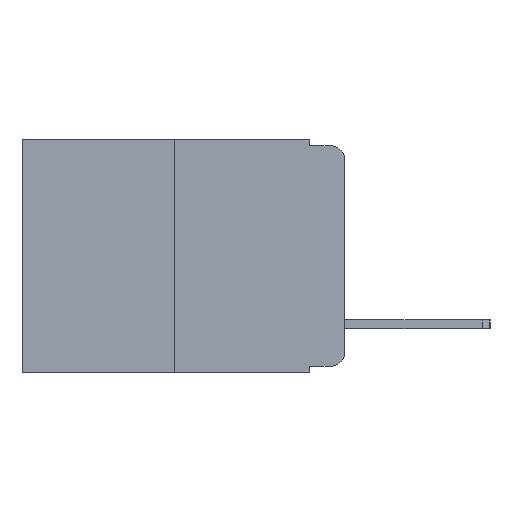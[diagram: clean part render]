
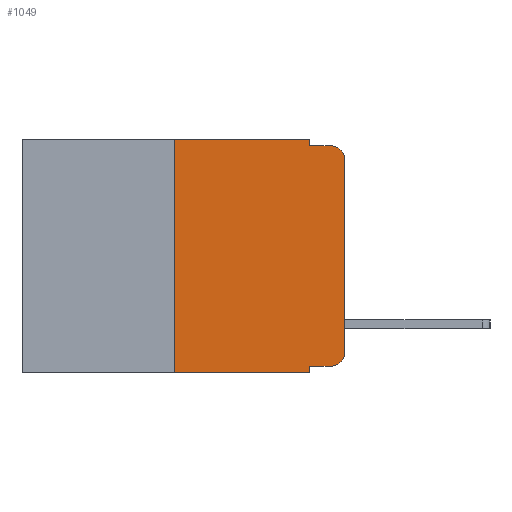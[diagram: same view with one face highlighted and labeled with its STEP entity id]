
A CAD part, left-side view. The second image highlights one B-rep face of the part: STEP entity #1049.
In plain terms, the highlighted planar face has unit normal (-1, 0, 0).
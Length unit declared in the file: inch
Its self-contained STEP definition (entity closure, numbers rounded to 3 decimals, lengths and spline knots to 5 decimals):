
#5 = LINE ( 'NONE', #6782, #17395 ) ;
#23 = EDGE_CURVE ( 'NONE', #18997, #3556, #1614, .T. ) ;
#1005 = VERTEX_POINT ( 'NONE', #21346 ) ;
#1049 = ADVANCED_FACE ( 'NONE', ( #22245 ), #13777, .F. ) ;
#1266 = LINE ( 'NONE', #3697, #6842 ) ;
#1614 = LINE ( 'NONE', #22390, #19607 ) ;
#1740 = CARTESIAN_POINT ( 'NONE',  ( 0., 0.051, -0.333 ) ) ;
#2588 = VERTEX_POINT ( 'NONE', #18329 ) ;
#2900 = ORIENTED_EDGE ( 'NONE', *, *, #13556, .T. ) ;
#3163 = VECTOR ( 'NONE', #14019, 39.37008 ) ;
#3286 = DIRECTION ( 'NONE',  ( 0., 0., -1. ) ) ;
#3432 = EDGE_CURVE ( 'NONE', #15954, #14149, #22302, .T. ) ;
#3459 = CARTESIAN_POINT ( 'NONE',  ( 0., 0., -0.313 ) ) ;
#3556 = VERTEX_POINT ( 'NONE', #14813 ) ;
#3697 = CARTESIAN_POINT ( 'NONE',  ( 0., 0.051, 0. ) ) ;
#4217 = DIRECTION ( 'NONE',  ( -1., 0., 0. ) ) ;
#4298 = DIRECTION ( 'NONE',  ( 1., 0., 0. ) ) ;
#4430 = EDGE_LOOP ( 'NONE', ( #9930, #14539, #6802, #9901, #19961, #5280, #11757, #7632, #12060, #2900 ) ) ;
#4536 = CARTESIAN_POINT ( 'NONE',  ( 0., 0.473, 0. ) ) ;
#5096 = VECTOR ( 'NONE', #19074, 39.37008 ) ;
#5280 = ORIENTED_EDGE ( 'NONE', *, *, #5639, .F. ) ;
#5639 = EDGE_CURVE ( 'NONE', #1005, #2588, #12066, .T. ) ;
#5821 = AXIS2_PLACEMENT_3D ( 'NONE', #14848, #4217, #16504 ) ;
#5948 = CARTESIAN_POINT ( 'NONE',  ( 0., 0.02, -0.333 ) ) ;
#6782 = CARTESIAN_POINT ( 'NONE',  ( 0., 0., 0. ) ) ;
#6802 = ORIENTED_EDGE ( 'NONE', *, *, #21239, .F. ) ;
#6842 = VECTOR ( 'NONE', #16040, 39.37008 ) ;
#7632 = ORIENTED_EDGE ( 'NONE', *, *, #23, .F. ) ;
#7904 = LINE ( 'NONE', #12266, #3163 ) ;
#8329 = AXIS2_PLACEMENT_3D ( 'NONE', #4536, #4298, #3286 ) ;
#8429 = EDGE_CURVE ( 'NONE', #2588, #20728, #7904, .T. ) ;
#8510 = EDGE_CURVE ( 'NONE', #18997, #19297, #11062, .T. ) ;
#9360 = CARTESIAN_POINT ( 'NONE',  ( 0., 0.02, -0.03 ) ) ;
#9446 = DIRECTION ( 'NONE',  ( 0., 0., 1. ) ) ;
#9901 = ORIENTED_EDGE ( 'NONE', *, *, #16879, .F. ) ;
#9930 = ORIENTED_EDGE ( 'NONE', *, *, #15556, .T. ) ;
#10767 = VECTOR ( 'NONE', #11692, 39.37008 ) ;
#11062 = LINE ( 'NONE', #19015, #18850 ) ;
#11149 = DIRECTION ( 'NONE',  ( 0., 0., -1. ) ) ;
#11291 = LINE ( 'NONE', #15038, #10767 ) ;
#11692 = DIRECTION ( 'NONE',  ( 0., -1., 0. ) ) ;
#11757 = ORIENTED_EDGE ( 'NONE', *, *, #17687, .T. ) ;
#12060 = ORIENTED_EDGE ( 'NONE', *, *, #8510, .T. ) ;
#12066 = LINE ( 'NONE', #19459, #20740 ) ;
#12232 = CIRCLE ( 'NONE', #5821, 0.02 ) ;
#12266 = CARTESIAN_POINT ( 'NONE',  ( 0., 0.473, 0. ) ) ;
#12472 = CARTESIAN_POINT ( 'NONE',  ( 0., 0.473, -0.343 ) ) ;
#13556 = EDGE_CURVE ( 'NONE', #19297, #17652, #12232, .T. ) ;
#13777 = PLANE ( 'NONE',  #8329 ) ;
#13891 = CARTESIAN_POINT ( 'NONE',  ( 0., 0.051, 0. ) ) ;
#14019 = DIRECTION ( 'NONE',  ( 0., -1., 0. ) ) ;
#14149 = VERTEX_POINT ( 'NONE', #16638 ) ;
#14500 = CARTESIAN_POINT ( 'NONE',  ( 0., 0., -0.03 ) ) ;
#14539 = ORIENTED_EDGE ( 'NONE', *, *, #3432, .T. ) ;
#14544 = LINE ( 'NONE', #12472, #5096 ) ;
#14813 = CARTESIAN_POINT ( 'NONE',  ( 0., 0.051, -0.343 ) ) ;
#14821 = CARTESIAN_POINT ( 'NONE',  ( 0., 0.051, -0.01 ) ) ;
#14848 = CARTESIAN_POINT ( 'NONE',  ( 0., 0.02, -0.313 ) ) ;
#15038 = CARTESIAN_POINT ( 'NONE',  ( 0., 0.051, -0.01 ) ) ;
#15556 = EDGE_CURVE ( 'NONE', #17652, #15954, #5, .T. ) ;
#15885 = DIRECTION ( 'NONE',  ( 0., -1., 0. ) ) ;
#15954 = VERTEX_POINT ( 'NONE', #14500 ) ;
#16040 = DIRECTION ( 'NONE',  ( 0., 0., -1. ) ) ;
#16504 = DIRECTION ( 'NONE',  ( 0., 0., -1. ) ) ;
#16638 = CARTESIAN_POINT ( 'NONE',  ( 0., 0.02, -0.01 ) ) ;
#16879 = EDGE_CURVE ( 'NONE', #20728, #21128, #1266, .T. ) ;
#17007 = DIRECTION ( 'NONE',  ( 0., 0., 1. ) ) ;
#17395 = VECTOR ( 'NONE', #17007, 39.37008 ) ;
#17652 = VERTEX_POINT ( 'NONE', #3459 ) ;
#17687 = EDGE_CURVE ( 'NONE', #1005, #3556, #14544, .T. ) ;
#18329 = CARTESIAN_POINT ( 'NONE',  ( 0., 0.25, 0. ) ) ;
#18850 = VECTOR ( 'NONE', #15885, 39.37008 ) ;
#18997 = VERTEX_POINT ( 'NONE', #1740 ) ;
#19015 = CARTESIAN_POINT ( 'NONE',  ( 0., 0.051, -0.333 ) ) ;
#19031 = AXIS2_PLACEMENT_3D ( 'NONE', #9360, #20974, #11149 ) ;
#19074 = DIRECTION ( 'NONE',  ( 0., -1., 0. ) ) ;
#19297 = VERTEX_POINT ( 'NONE', #5948 ) ;
#19459 = CARTESIAN_POINT ( 'NONE',  ( 0., 0.25, 0. ) ) ;
#19607 = VECTOR ( 'NONE', #21933, 39.37008 ) ;
#19961 = ORIENTED_EDGE ( 'NONE', *, *, #8429, .F. ) ;
#20728 = VERTEX_POINT ( 'NONE', #13891 ) ;
#20740 = VECTOR ( 'NONE', #9446, 39.37008 ) ;
#20974 = DIRECTION ( 'NONE',  ( -1., 0., 0. ) ) ;
#21128 = VERTEX_POINT ( 'NONE', #14821 ) ;
#21239 = EDGE_CURVE ( 'NONE', #21128, #14149, #11291, .T. ) ;
#21346 = CARTESIAN_POINT ( 'NONE',  ( 0., 0.25, -0.343 ) ) ;
#21933 = DIRECTION ( 'NONE',  ( 0., 0., -1. ) ) ;
#22245 = FACE_OUTER_BOUND ( 'NONE', #4430, .T. ) ;
#22302 = CIRCLE ( 'NONE', #19031, 0.02 ) ;
#22390 = CARTESIAN_POINT ( 'NONE',  ( 0., 0.051, 0. ) ) ;
